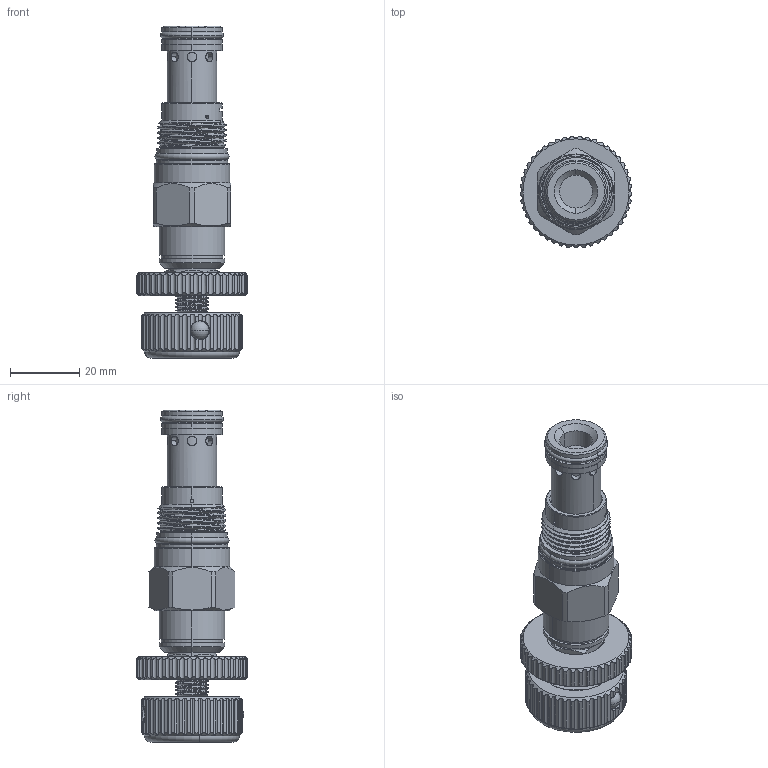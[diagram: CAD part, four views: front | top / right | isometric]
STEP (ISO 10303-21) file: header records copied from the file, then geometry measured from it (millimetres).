
FILE_DESCRIPTION (( 'STEP AP203' ), '1' );
FILE_NAME ('RP10A22-K.STEP', '2020-03-24T00:33:58', ( '' ), ( '' ), 'SwSTEP 2.0', 'SolidWorks 2018', '' );
FILE_SCHEMA (( 'CONFIG_CONTROL_DESIGN' ));
Products named in the file (1): RP10A22-K
Bounding box: 32.2 x 32.18 x 95.72 mm (x, y, z)
Volume: 31908.5 mm3; surface area: 15028.1 mm2
Topology: 10 solids, 10 shells, 858 faces, 2321 edges, 1487 vertices
Faces by surface type: cylinder 430, plane 207, cone 83, torus 74, bspline 60, sphere 4
Entity records: 60991 total; most frequent: CARTESIAN_POINT 41075, ORIENTED_EDGE 4578, DIRECTION 3649, EDGE_CURVE 2289, VERTEX_POINT 1481, AXIS2_PLACEMENT_3D 1413, EDGE_LOOP 902, ADVANCED_FACE 858
